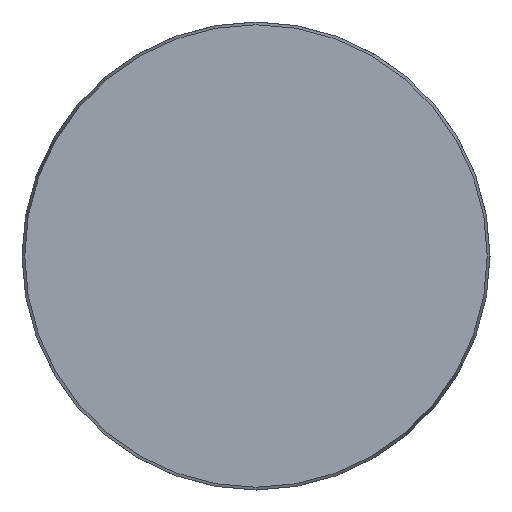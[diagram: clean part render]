
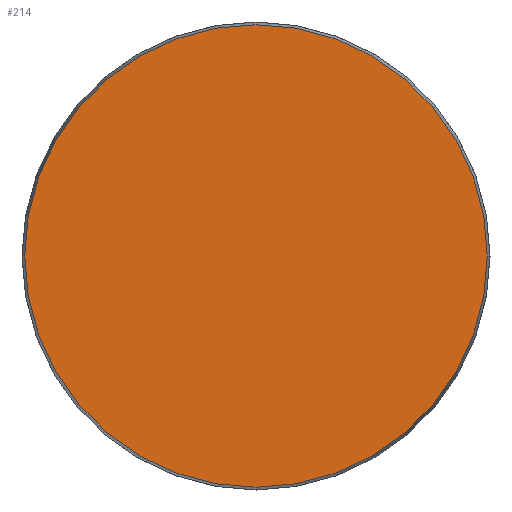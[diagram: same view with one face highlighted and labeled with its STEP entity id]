
A CAD part, front view. The second image highlights one B-rep face of the part: STEP entity #214.
In plain terms, the highlighted planar face has unit normal (0, -1, 0).
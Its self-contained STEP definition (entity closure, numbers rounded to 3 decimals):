
#27 = DIRECTION ( 'NONE',  ( 0., 1., 0. ) ) ;
#34 = DIRECTION ( 'NONE',  ( 0., 0., 1. ) ) ;
#50 = DIRECTION ( 'NONE',  ( 0., 0., -1. ) ) ;
#76 = CARTESIAN_POINT ( 'NONE',  ( -48.425, 0., 0. ) ) ;
#77 = AXIS2_PLACEMENT_3D ( 'NONE', #376, #249, #50 ) ;
#102 = CARTESIAN_POINT ( 'NONE',  ( 0., 0., -48.425 ) ) ;
#146 = ORIENTED_EDGE ( 'NONE', *, *, #251, .T. ) ;
#162 = VERTEX_POINT ( 'NONE', #102 ) ;
#188 = FACE_OUTER_BOUND ( 'NONE', #528, .T. ) ;
#214 = ADVANCED_FACE ( 'NONE', ( #188 ), #455, .F. ) ;
#249 = DIRECTION ( 'NONE',  ( 0., -1., 0. ) ) ;
#251 = EDGE_CURVE ( 'NONE', #162, #162, #388, .T. ) ;
#316 = AXIS2_PLACEMENT_3D ( 'NONE', #76, #27, #34 ) ;
#376 = CARTESIAN_POINT ( 'NONE',  ( 0., 0., 0. ) ) ;
#388 = CIRCLE ( 'NONE', #77, 48.425 ) ;
#455 = PLANE ( 'NONE',  #316 ) ;
#528 = EDGE_LOOP ( 'NONE', ( #146 ) ) ;
